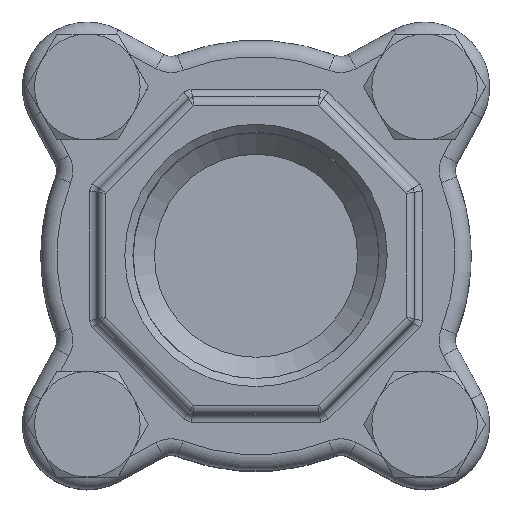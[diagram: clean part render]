
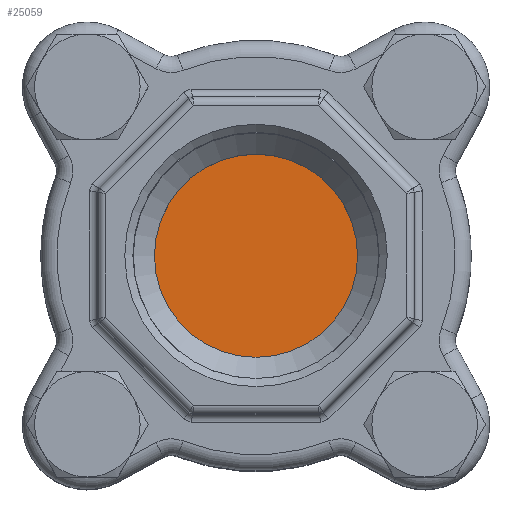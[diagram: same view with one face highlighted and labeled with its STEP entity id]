
A CAD part, top view. The second image highlights one B-rep face of the part: STEP entity #25059.
In plain terms, the highlighted planar face has unit normal (0, 0, 1).
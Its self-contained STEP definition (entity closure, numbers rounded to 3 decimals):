
#2742=FACE_OUTER_BOUND('',#4204,.T.);
#4204=EDGE_LOOP('',(#17511));
#5571=CIRCLE('',#26701,12.5);
#9915=VERTEX_POINT('',#34657);
#12567=EDGE_CURVE('',#9915,#9915,#5571,.T.);
#17511=ORIENTED_EDGE('',*,*,#12567,.T.);
#22815=PLANE('',#26986);
#25059=ADVANCED_FACE('',(#2742),#22815,.T.);
#26701=AXIS2_PLACEMENT_3D('',#34658,#29137,#29138);
#26986=AXIS2_PLACEMENT_3D('',#35719,#29811,#29812);
#29137=DIRECTION('center_axis',(0.,0.,1.));
#29138=DIRECTION('ref_axis',(1.,0.,0.));
#29811=DIRECTION('center_axis',(0.,0.,1.));
#29812=DIRECTION('ref_axis',(1.,0.,0.));
#34657=CARTESIAN_POINT('',(12.5,0.,14.75));
#34658=CARTESIAN_POINT('Origin',(0.,0.,14.75));
#35719=CARTESIAN_POINT('Origin',(0.,0.,14.75));
